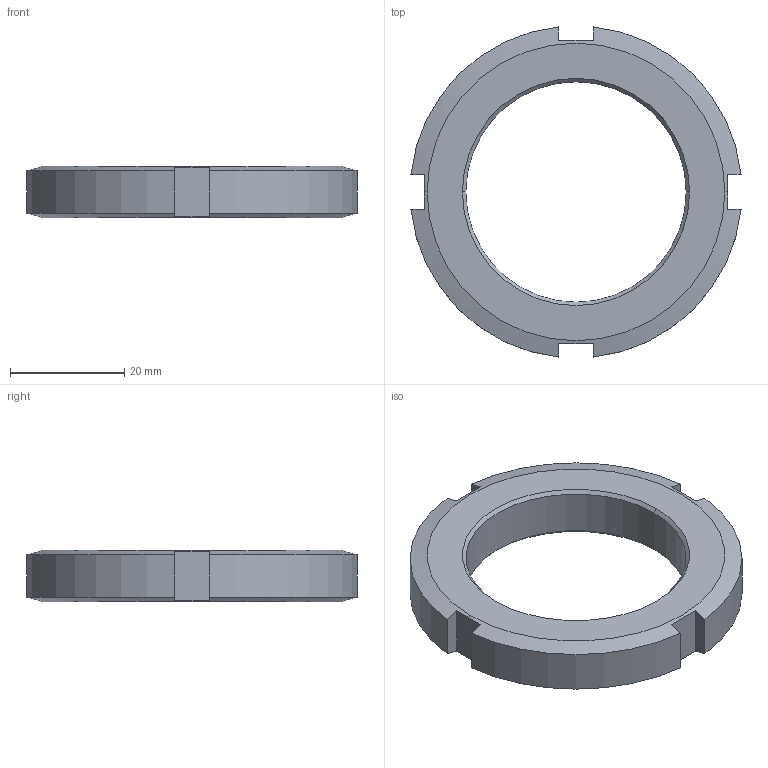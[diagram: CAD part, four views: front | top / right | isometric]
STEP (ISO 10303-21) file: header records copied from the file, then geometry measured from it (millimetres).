
FILE_DESCRIPTION (( 'STEP AP214' ), '1' );
FILE_NAME ('KM 40-0 A1.STEP', '2015-08-18T14:11:28', ( '' ), ( '' ), 'SwSTEP 2.0', 'SolidWorks 2015', '' );
FILE_SCHEMA (( 'AUTOMOTIVE_DESIGN' ));
Length unit declared in the file: millimetre
Products named in the file (1): KM 40-0 A1
Bounding box: 57.69 x 57.69 x 9 mm (x, y, z)
Volume: 12360.2 mm3; surface area: 5403.7 mm2
Topology: 1 solids, 1 shells, 28 faces, 74 edges, 48 vertices
Faces by surface type: plane 14, cone 8, cylinder 6
Entity records: 1002 total; most frequent: CARTESIAN_POINT 283, ORIENTED_EDGE 148, DIRECTION 124, EDGE_CURVE 74, AXIS2_PLACEMENT_3D 49, VERTEX_POINT 48, EDGE_LOOP 30, B_SPLINE_CURVE_WITH_KNOTS 28
